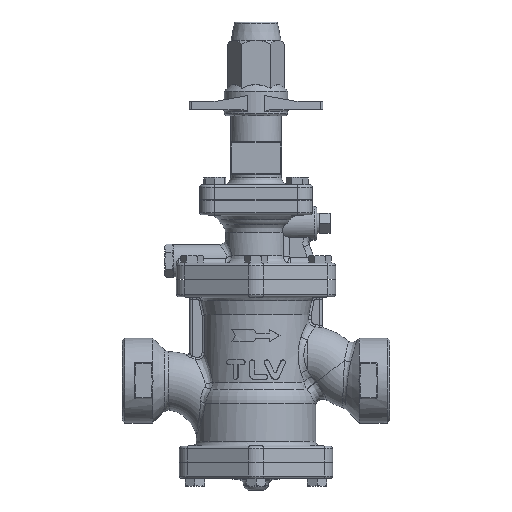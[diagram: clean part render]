
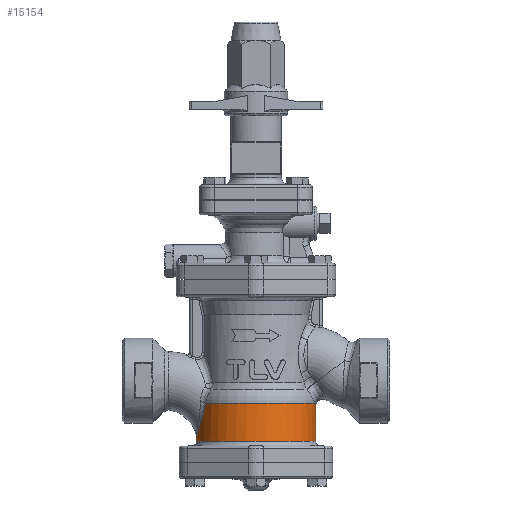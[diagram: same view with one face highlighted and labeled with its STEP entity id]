
A CAD part, front view. The second image highlights one B-rep face of the part: STEP entity #15154.
In plain terms, the highlighted cylindrical face has radius 49 mm (diameter 98 mm), a full revolution.
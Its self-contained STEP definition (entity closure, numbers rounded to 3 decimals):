
#15025=CARTESIAN_POINT('',(48.16,9.032,48.458));
#15026=VERTEX_POINT('',#15025);
#15027=CARTESIAN_POINT('',(-41.609,25.879,48.458));
#15028=VERTEX_POINT('',#15027);
#15029=CARTESIAN_POINT('',(0.,0.0,48.458));
#15030=DIRECTION('',(0.0,0.0,1.0));
#15031=DIRECTION('',(1.0,0.0,0.0));
#15032=AXIS2_PLACEMENT_3D('',#15029,#15030,#15031);
#15033=CIRCLE('',#15032,49.);
#15034=EDGE_CURVE('',#15026,#15028,#15033,.T.);
#15075=CARTESIAN_POINT('',(0.,0.0,30.729));
#15076=DIRECTION('',(0.,0.0,1.0));
#15077=DIRECTION('',(1.0,0.0,0.0));
#15078=AXIS2_PLACEMENT_3D('',#15075,#15076,#15077);
#15079=CYLINDRICAL_SURFACE('',#15078,49.);
#15080=ORIENTED_EDGE('',*,*,#15034,.F.);
#15081=CARTESIAN_POINT('',(48.16,-9.032,48.458));
#15082=VERTEX_POINT('',#15081);
#15083=CARTESIAN_POINT('',(48.16,9.032,48.458));
#15084=CARTESIAN_POINT('',(48.163,9.02,48.454));
#15085=CARTESIAN_POINT('',(48.165,9.007,48.45));
#15086=CARTESIAN_POINT('',(48.202,8.81,48.387));
#15087=CARTESIAN_POINT('',(48.235,8.625,48.331));
#15088=CARTESIAN_POINT('',(48.594,6.573,47.727));
#15089=CARTESIAN_POINT('',(48.819,4.644,47.364));
#15090=CARTESIAN_POINT('',(49.026,0.859,47.028));
#15091=CARTESIAN_POINT('',(49.024,-0.977,47.032));
#15092=CARTESIAN_POINT('',(48.799,-4.917,47.396));
#15093=CARTESIAN_POINT('',(48.541,-6.996,47.813));
#15094=CARTESIAN_POINT('',(48.165,-9.007,48.45));
#15095=CARTESIAN_POINT('',(48.163,-9.02,48.454));
#15096=CARTESIAN_POINT('',(48.16,-9.032,48.458));
#15097=B_SPLINE_CURVE_WITH_KNOTS('',3,(#15083,#15084,#15085,#15086,#15087,#15088,#15089,#15090,#15091,#15092,#15093,#15094,#15095,#15096),.UNSPECIFIED.,.F.,.U.,(4,2,2,2,2,2,4),(-0.004,0.0,0.059,0.65,1.2,1.839,1.843),.UNSPECIFIED.);
#15098=EDGE_CURVE('',#15026,#15082,#15097,.T.);
#15099=ORIENTED_EDGE('',*,*,#15098,.T.);
#15100=CARTESIAN_POINT('',(-41.609,-25.879,48.458));
#15101=VERTEX_POINT('',#15100);
#15102=CARTESIAN_POINT('',(0.,0.0,48.458));
#15103=DIRECTION('',(0.0,0.0,1.0));
#15104=DIRECTION('',(1.0,0.0,0.0));
#15105=AXIS2_PLACEMENT_3D('',#15102,#15103,#15104);
#15106=CIRCLE('',#15105,49.);
#15107=EDGE_CURVE('',#15101,#15082,#15106,.T.);
#15108=ORIENTED_EDGE('',*,*,#15107,.F.);
#15109=CARTESIAN_POINT('',(-41.609,25.879,48.458));
#15110=CARTESIAN_POINT('',(-41.852,25.488,46.425));
#15111=CARTESIAN_POINT('',(-42.337,24.691,43.423));
#15112=CARTESIAN_POINT('',(-43.058,23.396,40.12));
#15113=CARTESIAN_POINT('',(-43.501,22.558,38.303));
#15114=CARTESIAN_POINT('',(-44.189,21.207,35.657));
#15115=CARTESIAN_POINT('',(-45.056,19.338,32.765));
#15116=CARTESIAN_POINT('',(-46.024,16.858,29.789));
#15117=CARTESIAN_POINT('',(-46.942,14.182,27.045));
#15118=CARTESIAN_POINT('',(-47.751,11.201,24.604));
#15119=CARTESIAN_POINT('',(-48.288,8.395,22.784));
#15120=CARTESIAN_POINT('',(-48.54,6.739,21.854));
#15121=CARTESIAN_POINT('',(-48.718,5.32,21.147));
#15122=CARTESIAN_POINT('',(-48.87,3.711,20.485));
#15123=CARTESIAN_POINT('',(-48.975,1.899,19.975));
#15124=CARTESIAN_POINT('',(-49.012,0.014,19.779));
#15125=CARTESIAN_POINT('',(-48.977,-1.849,19.966));
#15126=CARTESIAN_POINT('',(-48.873,-3.679,20.473));
#15127=CARTESIAN_POINT('',(-48.708,-5.435,21.193));
#15128=CARTESIAN_POINT('',(-48.489,-7.126,22.053));
#15129=CARTESIAN_POINT('',(-48.128,-9.318,23.347));
#15130=CARTESIAN_POINT('',(-47.559,-11.933,25.187));
#15131=CARTESIAN_POINT('',(-46.594,-15.316,28.088));
#15132=CARTESIAN_POINT('',(-45.548,-18.144,31.208));
#15133=CARTESIAN_POINT('',(-44.564,-20.398,34.405));
#15134=CARTESIAN_POINT('',(-43.606,-22.394,37.785));
#15135=CARTESIAN_POINT('',(-42.499,-24.425,42.418));
#15136=CARTESIAN_POINT('',(-41.852,-25.488,46.425));
#15137=CARTESIAN_POINT('',(-41.609,-25.879,48.458));
#15138=B_SPLINE_CURVE_WITH_KNOTS('',3,(#15109,#15110,#15111,#15112,#15113,#15114,#15115,#15116,#15117,#15118,#15119,#15120,#15121,#15122,#15123,#15124,#15125,#15126,#15127,#15128,#15129,#15130,#15131,#15132,#15133,#15134,#15135,#15136,#15137),.UNSPECIFIED.,.F.,.U.,(4,1,1,1,1,1,1,1,1,1,1,1,1,1,1,1,1,1,1,1,1,1,1,1,1,1,4),(-8.808,-8.178,-7.864,-7.707,-7.549,-6.92,-6.606,-6.291,-5.662,-5.347,-5.19,-5.033,-4.823,-4.614,-4.404,-4.194,-3.984,-3.775,-3.565,-3.355,-2.936,-2.516,-1.887,-1.573,-1.258,-0.629,0.0),.UNSPECIFIED.);
#15139=EDGE_CURVE('',#15028,#15101,#15138,.T.);
#15140=ORIENTED_EDGE('',*,*,#15139,.F.);
#15141=EDGE_LOOP('',(#15080,#15099,#15108,#15140));
#15142=FACE_OUTER_BOUND('',#15141,.T.);
#15143=CARTESIAN_POINT('',(49.,0.,17.0));
#15144=VERTEX_POINT('',#15143);
#15145=CARTESIAN_POINT('',(0.,0.0,17.0));
#15146=DIRECTION('',(0.0,0.0,-1.0));
#15147=DIRECTION('',(-1.0,0.0,0.0));
#15148=AXIS2_PLACEMENT_3D('',#15145,#15146,#15147);
#15149=CIRCLE('',#15148,49.);
#15150=EDGE_CURVE('',#15144,#15144,#15149,.T.);
#15151=ORIENTED_EDGE('',*,*,#15150,.F.);
#15152=EDGE_LOOP('',(#15151));
#15153=FACE_BOUND('',#15152,.T.);
#15154=ADVANCED_FACE('',(#15142,#15153),#15079,.T.);
